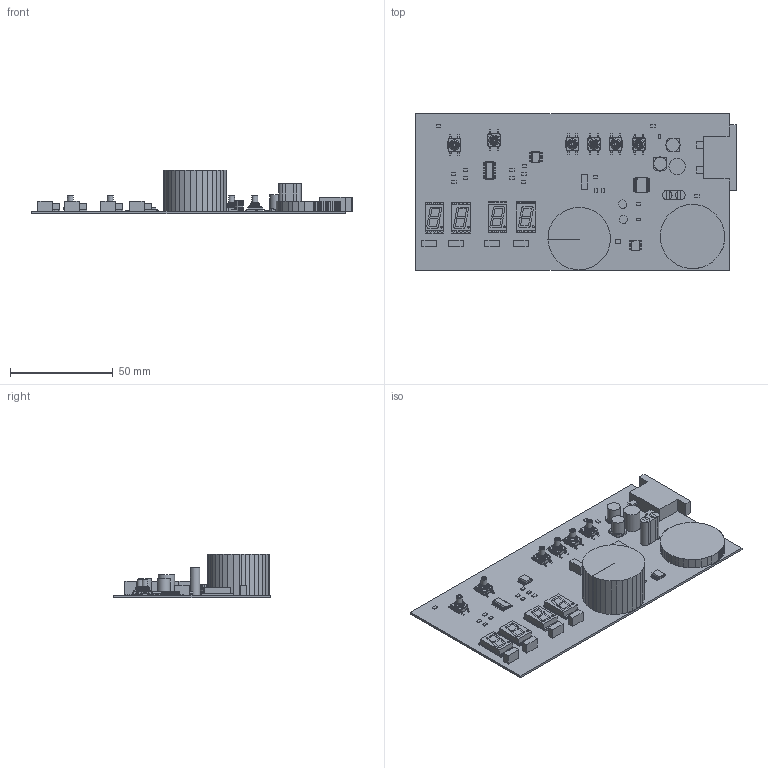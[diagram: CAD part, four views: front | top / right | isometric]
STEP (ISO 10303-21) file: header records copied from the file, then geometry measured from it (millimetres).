
FILE_DESCRIPTION(('Open CASCADE Model'),'2;1');
FILE_NAME('Open CASCADE Shape Model','2021-06-20T00:06:55',('Author'),( 'Open CASCADE'),'Open CASCADE STEP processor 6.8','Open CASCADE 6.8' ,'Unknown');
FILE_SCHEMA(('AUTOMOTIVE_DESIGN { 1 0 10303 214 1 1 1 1 }'));
Length unit declared in the file: millimetre
Products named in the file (97): PCB; Board; Open CASCADE STEP translator 6.8 1.1.1; Open CASCADE STEP translator 6.8 1.1.1.1; C6; 6118562512; Extruded; R11; 6118562112; C5; 6118561792; R10; C3; CAP_UCD_6P3X7P7_NCH; 6118208384; L1; 6118561072; Cylinder; C2; XP1; 6118563392; 6118562832; ZQ2; 6118560512; 6118560112; 6118559872; G1; 6118564032; DD2; 21-0041B_8_MXM; ZQ1; 6118559632; R17; R16; R19; 6118559152; HL2; 6118563712; HL1; SB6 ...
Assembly tree (146 placements, depth 4):
  PCB
    Board
      Open CASCADE STEP translator 6.8 1.1.1
        Open CASCADE STEP translator 6.8 1.1.1.1
    C6
      6118562512
        Extruded
    R11
      6118562112
        Extruded
    C5
      6118561792
        Extruded
    R10
      6118562112
        Extruded
    C3
      CAP_UCD_6P3X7P7_NCH
      6118208384
        Extruded
    L1
      6118561072
        Cylinder
    C2
      CAP_UCD_6P3X7P7_NCH
      6118208384
        Extruded
    XP1
      6118563392  x2
        Extruded
      6118562832
        Extruded
    ZQ2
      6118560512  x2
        Cylinder
      6118560112
        Extruded
      6118559872
        Extruded
    G1
      6118564032
        Extruded
    DD2
      21-0041B_8_MXM
      6118208384
        Extruded
    ZQ1
      6118559632
        Extruded
    R17
      6118562112
        Extruded
    R16
      6118562112
        Extruded
    R19
      6118559152
        Extruded
    HL2
      6118563712
Bounding box: 155.78 x 75.9 x 21.09 mm (x, y, z)
Volume: 39122.7 mm3; surface area: 40043.5 mm2
Topology: 197 solids, 197 shells, 3948 faces, 10312 edges, 6814 vertices
Faces by surface type: plane 3062, cylinder 822, torus 30, cone 24, sphere 10
Full cylindrical faces by diameter (mm): 0.199 x2, 0.279 x1, 0.5 x2, 0.55 x2, 0.762 x15, 0.9 x4, 1.5 x6, 3.05 x6, 3.44 x6, 4.65 x2, 4.7 x6, 6.269 x2, 8 x1
Entity records: 47529 total; most frequent: CARTESIAN_POINT 7158, DIRECTION 6457, ORIENTED_EDGE 6410, EDGE_CURVE 3205, LINE 2657, VECTOR 2657, VERTEX_POINT 2108, AXIS2_PLACEMENT_3D 1900
